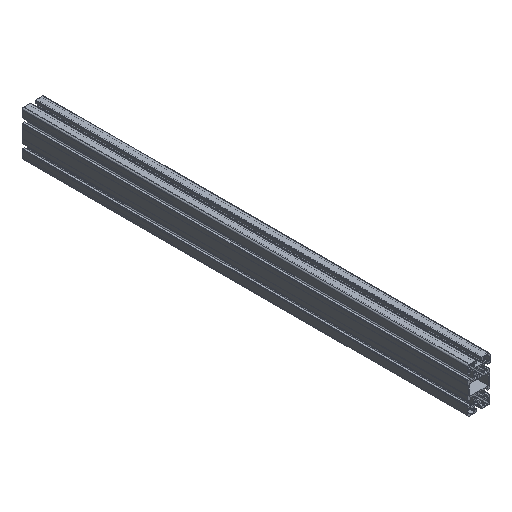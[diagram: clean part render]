
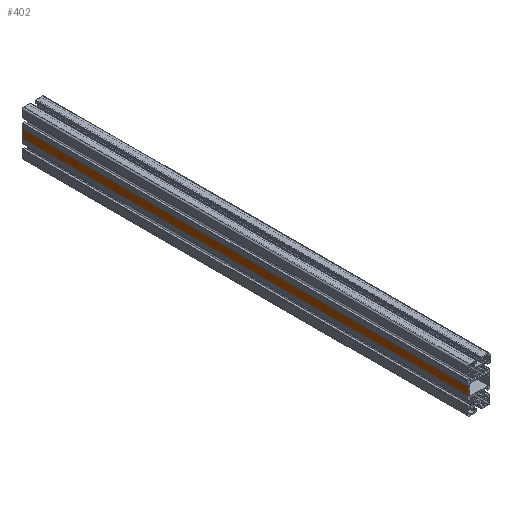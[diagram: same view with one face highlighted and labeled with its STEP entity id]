
A CAD part, isometric view. The second image highlights one B-rep face of the part: STEP entity #402.
In plain terms, the highlighted planar face has unit normal (-1, 0, 0).
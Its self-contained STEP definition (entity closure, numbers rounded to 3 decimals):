
#402=ADVANCED_FACE('',(#924),#925,.F.);
#924=FACE_OUTER_BOUND('',#1454,.T.);
#925=PLANE('',#1455);
#1454=EDGE_LOOP('',(#3719,#3720,#3721,#3722));
#1455=AXIS2_PLACEMENT_3D('',#3723,#3724,#3725);
#3719=ORIENTED_EDGE('',*,*,#4369,.F.);
#3720=ORIENTED_EDGE('',*,*,#4542,.F.);
#3721=ORIENTED_EDGE('',*,*,#4026,.F.);
#3722=ORIENTED_EDGE('',*,*,#4541,.T.);
#3723=CARTESIAN_POINT('',(-24.,3500.0,0.));
#3724=DIRECTION('',(1.0,0.,0.));
#3725=DIRECTION('',(0.,0.,-1.0));
#4026=EDGE_CURVE('',#5037,#5039,#5040,.T.);
#4369=EDGE_CURVE('',#5562,#5564,#5565,.T.);
#4541=EDGE_CURVE('',#5037,#5564,#5821,.T.);
#4542=EDGE_CURVE('',#5039,#5562,#5822,.T.);
#5037=VERTEX_POINT('',#6520);
#5039=VERTEX_POINT('',#6523);
#5040=LINE('',#6524,#6525);
#5562=VERTEX_POINT('',#7352);
#5564=VERTEX_POINT('',#7355);
#5565=LINE('',#7356,#7357);
#5821=LINE('',#7780,#7781);
#5822=LINE('',#7782,#7783);
#6520=CARTESIAN_POINT('',(-24.,1000.0,-10.));
#6523=CARTESIAN_POINT('',(-24.,1000.0,10.));
#6524=CARTESIAN_POINT('',(-24.,1000.0,0.));
#6525=VECTOR('',#8122,1.0);
#7352=CARTESIAN_POINT('',(-24.,0.0,10.));
#7355=CARTESIAN_POINT('',(-24.,0.0,-10.));
#7356=CARTESIAN_POINT('',(-24.,0.0,0.));
#7357=VECTOR('',#8537,1.0);
#7780=CARTESIAN_POINT('',(-24.,3500.0,-10.));
#7781=VECTOR('',#8717,1.0);
#7782=CARTESIAN_POINT('',(-24.,3500.0,10.));
#7783=VECTOR('',#8718,1.0);
#8122=DIRECTION('',(0.,0.,1.0));
#8537=DIRECTION('',(0.,0.,-1.0));
#8717=DIRECTION('',(0.,-1.0,0.0));
#8718=DIRECTION('',(0.,-1.0,0.0));
